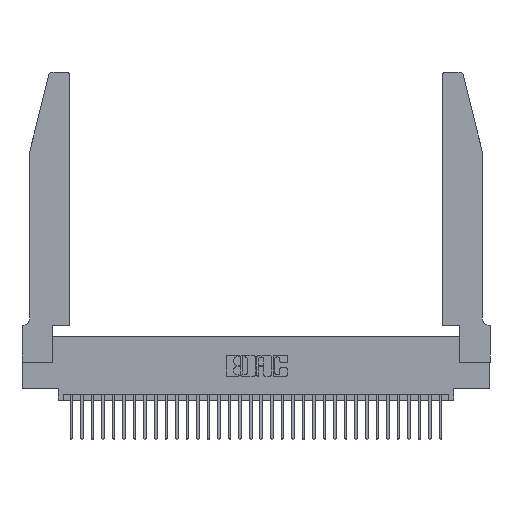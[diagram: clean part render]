
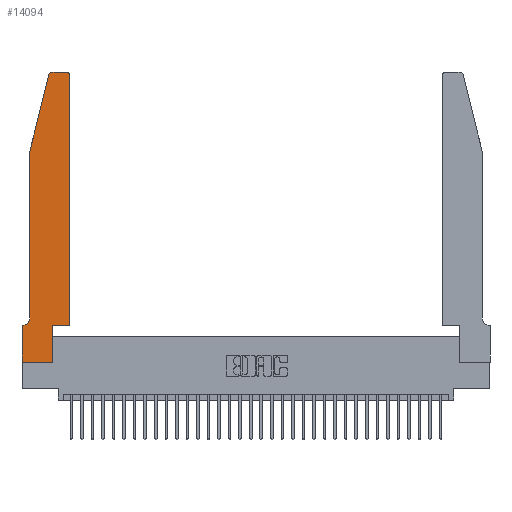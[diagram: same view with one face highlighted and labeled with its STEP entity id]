
A CAD part, top view. The second image highlights one B-rep face of the part: STEP entity #14094.
In plain terms, the highlighted planar face has unit normal (0, 0, 1).
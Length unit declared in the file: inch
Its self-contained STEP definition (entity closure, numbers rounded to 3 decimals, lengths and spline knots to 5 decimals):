
#1055 = EDGE_CURVE ( 'NONE', #3847, #2549, #22089, .T. ) ;
#1058 = VERTEX_POINT ( 'NONE', #2328 ) ;
#1298 = CARTESIAN_POINT ( 'NONE',  ( 0.4505, 0.35, 0.37 ) ) ;
#1519 = CARTESIAN_POINT ( 'NONE',  ( 0.4505, 0.35, 0.37 ) ) ;
#2092 = CARTESIAN_POINT ( 'NONE',  ( 0.0755, 2., 0.37 ) ) ;
#2107 = LINE ( 'NONE', #24763, #29117 ) ;
#2328 = CARTESIAN_POINT ( 'NONE',  ( 0.25487, 2.72718, 0.37 ) ) ;
#2549 = VERTEX_POINT ( 'NONE', #1298 ) ;
#3847 = VERTEX_POINT ( 'NONE', #11265 ) ;
#4220 = DIRECTION ( 'NONE',  ( 0., 1., 0. ) ) ;
#4804 = AXIS2_PLACEMENT_3D ( 'NONE', #8784, #26924, #11448 ) ;
#4883 = ORIENTED_EDGE ( 'NONE', *, *, #28494, .T. ) ;
#5237 = DIRECTION ( 'NONE',  ( 1., 0., 0. ) ) ;
#5269 = EDGE_CURVE ( 'NONE', #12416, #3847, #2107, .T. ) ;
#5283 = VERTEX_POINT ( 'NONE', #17189 ) ;
#5365 = ORIENTED_EDGE ( 'NONE', *, *, #14375, .T. ) ;
#5836 = CIRCLE ( 'NONE', #24440, 0.03 ) ;
#6842 = ORIENTED_EDGE ( 'NONE', *, *, #24812, .T. ) ;
#6913 = VERTEX_POINT ( 'NONE', #2092 ) ;
#7023 = CARTESIAN_POINT ( 'NONE',  ( 0.0055, 0.35, 0.37 ) ) ;
#7212 = CARTESIAN_POINT ( 'NONE',  ( 0.4205, 2.75, 0.37 ) ) ;
#7407 = VERTEX_POINT ( 'NONE', #14513 ) ;
#8149 = DIRECTION ( 'NONE',  ( 0., 0., 1. ) ) ;
#8245 = VECTOR ( 'NONE', #15347, 39.37008 ) ;
#8517 = ORIENTED_EDGE ( 'NONE', *, *, #1055, .T. ) ;
#8589 = CARTESIAN_POINT ( 'NONE',  ( 0., 0., 0.37 ) ) ;
#8784 = CARTESIAN_POINT ( 'NONE',  ( 0.0055, 0.42, 0.37 ) ) ;
#9209 = LINE ( 'NONE', #8589, #22202 ) ;
#9363 = EDGE_CURVE ( 'NONE', #13992, #27677, #11323, .T. ) ;
#10136 = ORIENTED_EDGE ( 'NONE', *, *, #9363, .T. ) ;
#10215 = CARTESIAN_POINT ( 'NONE',  ( 0.2605, 2.75, 0.37 ) ) ;
#10341 = CARTESIAN_POINT ( 'NONE',  ( 0.0755, 2., 0.37 ) ) ;
#10588 = CARTESIAN_POINT ( 'NONE',  ( 0.4205, 2.72, 0.37 ) ) ;
#10736 = LINE ( 'NONE', #30812, #24498 ) ;
#11265 = CARTESIAN_POINT ( 'NONE',  ( 0.2865, 0.35, 0.37 ) ) ;
#11268 = DIRECTION ( 'NONE',  ( 0., -1., 0. ) ) ;
#11323 = LINE ( 'NONE', #10215, #31186 ) ;
#11448 = DIRECTION ( 'NONE',  ( -1., 0., 0. ) ) ;
#11859 = DIRECTION ( 'NONE',  ( 0., 0., 1. ) ) ;
#11883 = EDGE_CURVE ( 'NONE', #24584, #30296, #10736, .T. ) ;
#11998 = VECTOR ( 'NONE', #4220, 39.37008 ) ;
#12416 = VERTEX_POINT ( 'NONE', #24976 ) ;
#12826 = AXIS2_PLACEMENT_3D ( 'NONE', #27323, #11859, #29935 ) ;
#13224 = DIRECTION ( 'NONE',  ( 1., 0., 0. ) ) ;
#13353 = CARTESIAN_POINT ( 'NONE',  ( 0., 0.35, 0.37 ) ) ;
#13496 = VECTOR ( 'NONE', #33709, 39.37008 ) ;
#13992 = VERTEX_POINT ( 'NONE', #7212 ) ;
#14094 = ADVANCED_FACE ( 'NONE', ( #20948 ), #23735, .T. ) ;
#14375 = EDGE_CURVE ( 'NONE', #27677, #1058, #33566, .T. ) ;
#14513 = CARTESIAN_POINT ( 'NONE',  ( 0.0755, 0.42, 0.37 ) ) ;
#14812 = VERTEX_POINT ( 'NONE', #16569 ) ;
#15325 = DIRECTION ( 'NONE',  ( -1., 0., 0. ) ) ;
#15347 = DIRECTION ( 'NONE',  ( 1., 0., 0. ) ) ;
#15795 = CARTESIAN_POINT ( 'NONE',  ( 0., 0.35, 0.37 ) ) ;
#16569 = CARTESIAN_POINT ( 'NONE',  ( 0.4505, 2.72, 0.37 ) ) ;
#16839 = ORIENTED_EDGE ( 'NONE', *, *, #5269, .T. ) ;
#17159 = ORIENTED_EDGE ( 'NONE', *, *, #11883, .T. ) ;
#17189 = CARTESIAN_POINT ( 'NONE',  ( 0., 0., 0.37 ) ) ;
#17465 = ORIENTED_EDGE ( 'NONE', *, *, #27168, .T. ) ;
#17710 = VECTOR ( 'NONE', #5237, 39.37008 ) ;
#18045 = DIRECTION ( 'NONE',  ( -1., 0., 0. ) ) ;
#18346 = CARTESIAN_POINT ( 'NONE',  ( 0., 0., 0.37 ) ) ;
#18869 = LINE ( 'NONE', #1519, #11998 ) ;
#20351 = LINE ( 'NONE', #10341, #13496 ) ;
#20948 = FACE_OUTER_BOUND ( 'NONE', #27217, .T. ) ;
#20951 = ORIENTED_EDGE ( 'NONE', *, *, #33323, .T. ) ;
#21479 = ORIENTED_EDGE ( 'NONE', *, *, #25912, .T. ) ;
#22089 = LINE ( 'NONE', #25605, #8245 ) ;
#22202 = VECTOR ( 'NONE', #11268, 39.37008 ) ;
#22948 = CIRCLE ( 'NONE', #4804, 0.07 ) ;
#22981 = VECTOR ( 'NONE', #25710, 39.37008 ) ;
#23735 = PLANE ( 'NONE',  #27297 ) ;
#23966 = ORIENTED_EDGE ( 'NONE', *, *, #32891, .T. ) ;
#24440 = AXIS2_PLACEMENT_3D ( 'NONE', #10588, #28677, #13224 ) ;
#24498 = VECTOR ( 'NONE', #15325, 39.37008 ) ;
#24584 = VERTEX_POINT ( 'NONE', #7023 ) ;
#24763 = CARTESIAN_POINT ( 'NONE',  ( 0.2865, 0.35, 0.37 ) ) ;
#24812 = EDGE_CURVE ( 'NONE', #5283, #12416, #32325, .T. ) ;
#24976 = CARTESIAN_POINT ( 'NONE',  ( 0.2865, 0., 0.37 ) ) ;
#25605 = CARTESIAN_POINT ( 'NONE',  ( 0.4505, 0.35, 0.37 ) ) ;
#25710 = DIRECTION ( 'NONE',  ( 0., -1., 0. ) ) ;
#25844 = ORIENTED_EDGE ( 'NONE', *, *, #30214, .T. ) ;
#25912 = EDGE_CURVE ( 'NONE', #14812, #13992, #5836, .T. ) ;
#26316 = DIRECTION ( 'NONE',  ( 1., 0., 0. ) ) ;
#26322 = CARTESIAN_POINT ( 'NONE',  ( 0.284, 2.75, 0.37 ) ) ;
#26924 = DIRECTION ( 'NONE',  ( 0., 0., -1. ) ) ;
#27168 = EDGE_CURVE ( 'NONE', #7407, #24584, #22948, .T. ) ;
#27217 = EDGE_LOOP ( 'NONE', ( #10136, #5365, #25844, #20951, #17465, #17159, #23966, #6842, #16839, #8517, #4883, #21479 ) ) ;
#27297 = AXIS2_PLACEMENT_3D ( 'NONE', #13353, #8149, #26316 ) ;
#27323 = CARTESIAN_POINT ( 'NONE',  ( 0.284, 2.72, 0.37 ) ) ;
#27466 = DIRECTION ( 'NONE',  ( 0., 1., 0. ) ) ;
#27677 = VERTEX_POINT ( 'NONE', #26322 ) ;
#28494 = EDGE_CURVE ( 'NONE', #2549, #14812, #18869, .T. ) ;
#28677 = DIRECTION ( 'NONE',  ( 0., 0., 1. ) ) ;
#29117 = VECTOR ( 'NONE', #27466, 39.37008 ) ;
#29859 = LINE ( 'NONE', #33483, #22981 ) ;
#29935 = DIRECTION ( 'NONE',  ( 1., 0., 0. ) ) ;
#30214 = EDGE_CURVE ( 'NONE', #1058, #6913, #20351, .T. ) ;
#30296 = VERTEX_POINT ( 'NONE', #15795 ) ;
#30812 = CARTESIAN_POINT ( 'NONE',  ( 0.0755, 0.35, 0.37 ) ) ;
#31186 = VECTOR ( 'NONE', #18045, 39.37008 ) ;
#32325 = LINE ( 'NONE', #18346, #17710 ) ;
#32891 = EDGE_CURVE ( 'NONE', #30296, #5283, #9209, .T. ) ;
#33323 = EDGE_CURVE ( 'NONE', #6913, #7407, #29859, .T. ) ;
#33483 = CARTESIAN_POINT ( 'NONE',  ( 0.0755, 2., 0.37 ) ) ;
#33566 = CIRCLE ( 'NONE', #12826, 0.03 ) ;
#33709 = DIRECTION ( 'NONE',  ( -0.239, -0.971, 0. ) ) ;
